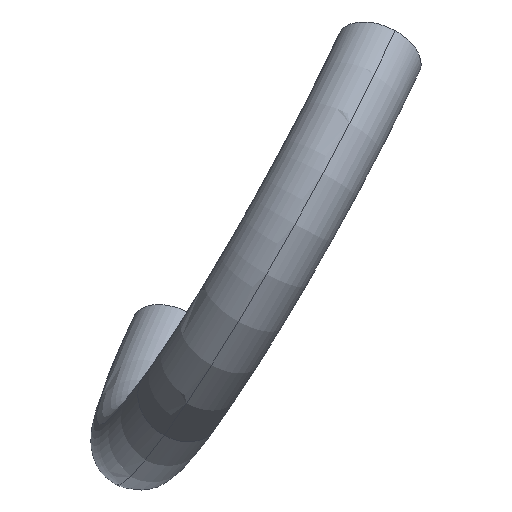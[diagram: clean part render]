
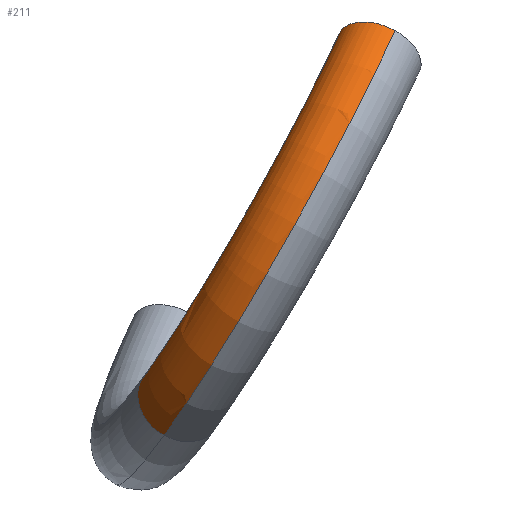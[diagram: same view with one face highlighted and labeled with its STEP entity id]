
A CAD part, front view. The second image highlights one B-rep face of the part: STEP entity #211.
In plain terms, the highlighted toroidal (fillet/blend) face has major radius 13 mm and minor radius 2 mm.
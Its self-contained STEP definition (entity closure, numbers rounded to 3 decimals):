
#138=CARTESIAN_POINT('POINT10',(-305.672,
   -10.68,48.661));
#139=VERTEX_POINT('VERTEX10',#138);
#148=CARTESIAN_POINT('POINT12',(-303.219,
   -12.087,48.676));
#149=VERTEX_POINT('VERTEX12',#148);
#150=(BOUNDED_CURVE() B_SPLINE_CURVE(2,(#151,#152,#153),.UNSPECIFIED.,
   .F.,.F.) B_SPLINE_CURVE_WITH_KNOTS((3,3),(0.756,
   1.),.UNSPECIFIED.) CURVE() GEOMETRIC_REPRESENTATION_ITEM() 
   RATIONAL_B_SPLINE_CURVE((0.804,0.634,
   1.)) REPRESENTATION_ITEM('SPLINE_CRV12'));
#151=CARTESIAN_POINT('',(-303.219,-12.087,
   48.676));
#152=CARTESIAN_POINT('',(-304.961,-12.272,
   49.64));
#153=CARTESIAN_POINT('',(-305.672,-10.68,
   48.661));
#154=EDGE_CURVE('EDGE14',#149,#139,#150,.T.);
#179=CARTESIAN_POINT('POINT13',(-313.634,
   -9.123,30.435));
#180=VERTEX_POINT('VERTEX13',#179);
#181=CARTESIAN_POINT('POS7',(-308.555,
   -0.148,41.328));
#182=DIRECTION('DIR11',(0.871,0.092,
   -0.482));
#183=DIRECTION('DIR12',(-0.484,0.,
   -0.875));
#184=AXIS2_PLACEMENT_3D('AXIS5',#181,#182,#183);
#185=CIRCLE('ELLIPSE1',#184,15.);
#186=EDGE_CURVE('EDGE16',#149,#180,#185,.T.);
#187=ORIENTED_EDGE('COEDGE25',*,*,#186,.F.);
#188=ORIENTED_EDGE('COEDGE26',*,*,#154,.T.);
#189=CARTESIAN_POINT('POINT14',(-314.699,
   -8.111,32.852));
#190=VERTEX_POINT('VERTEX14',#189);
#191=(BOUNDED_CURVE() B_SPLINE_CURVE(2,(#192,#193,#194),.UNSPECIFIED.,
   .F.,.F.) B_SPLINE_CURVE_WITH_KNOTS((3,3),(0.,
   1.251),.UNSPECIFIED.) CURVE() 
   GEOMETRIC_REPRESENTATION_ITEM() RATIONAL_B_SPLINE_CURVE((1.,
   0.707,1.)) REPRESENTATION_ITEM('SPLINE_CRV14'))
   ;
#192=CARTESIAN_POINT('',(-305.672,-10.68,
   48.661));
#193=CARTESIAN_POINT('',(-310.075,-18.458,
   39.22));
#194=CARTESIAN_POINT('',(-314.699,-8.111,
   32.852));
#195=EDGE_CURVE('EDGE17',#139,#190,#191,.T.);
#196=ORIENTED_EDGE('COEDGE27',*,*,#195,.T.);
#197=CARTESIAN_POINT('POS8',(-312.957,
   -7.926,31.887));
#198=DIRECTION('DIR13',(-0.356,0.796,
   -0.49));
#199=DIRECTION('DIR14',(-0.339,-0.598,
   -0.726));
#200=AXIS2_PLACEMENT_3D('AXIS6',#197,#198,#199);
#201=CIRCLE('ELLIPSE2',#200,2.);
#202=EDGE_CURVE('EDGE18',#180,#190,#201,.T.);
#203=ORIENTED_EDGE('COEDGE28',*,*,#202,.F.);
#204=EDGE_LOOP('NONE',(#187,#188,#196,#203));
#205=FACE_BOUND('LOOP1',#204,.T.);
#206=CARTESIAN_POINT('POS9',(-308.555,
   -0.148,41.328));
#207=DIRECTION('DIR15',(0.871,0.092,
   -0.482));
#208=DIRECTION('DIR16',(0.339,0.598,
   0.726));
#209=AXIS2_PLACEMENT_3D('AXIS7',#206,#207,#208);
#210=TOROIDAL_SURFACE('TORUS1',#209,13.,
   2.);
#211=ADVANCED_FACE('FACE7',(#205),#210,.T.);
